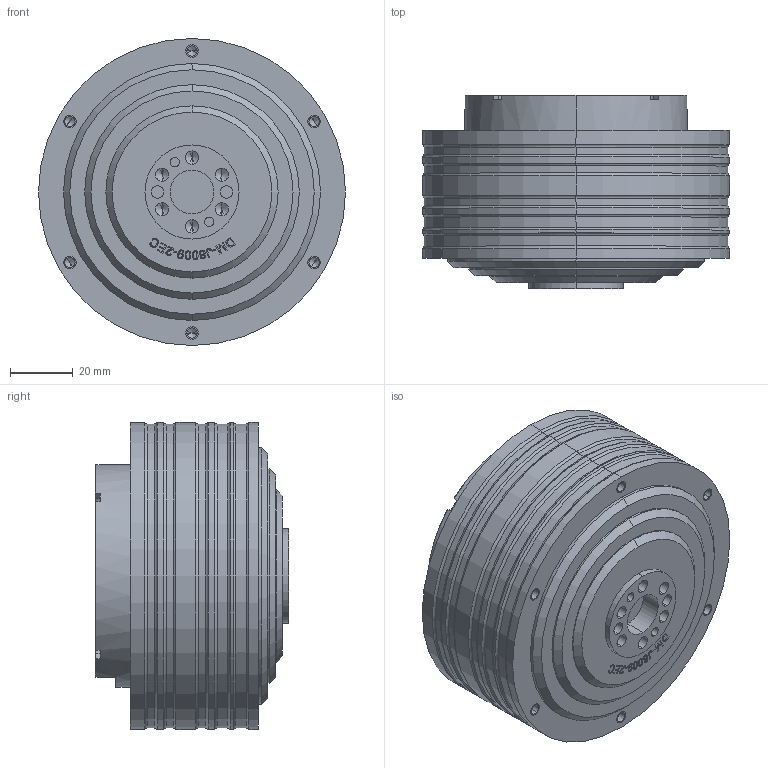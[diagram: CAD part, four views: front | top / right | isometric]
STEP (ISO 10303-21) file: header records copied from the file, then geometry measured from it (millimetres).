
FILE_DESCRIPTION((''),'2;1');
FILE_NAME('DM8009-20240201','2024-08-22T16:54:40',('005'),(''),'CREO PARAMETRIC BY PTC INC, 2020053','CREO PARAMETRIC BY PTC INC, 2020053','');
FILE_SCHEMA(('CONFIG_CONTROL_DESIGN'));
Length unit declared in the file: millimetre
Products named in the file (4): DM_8116_0001; DM_8116_0002; DM80-V3_0-240723; DM8009-20240201
Assembly tree (3 placements, depth 2):
  DM8009-20240201
    DM_8116_0001
    DM_8116_0002
    DM80-V3_0-240723
Bounding box: 98 x 61.7 x 98 mm (x, y, z)
Volume: 348346 mm3; surface area: 53112.6 mm2
Topology: 3 solids, 15 shells, 1803 faces, 4581 edges, 2917 vertices
Faces by surface type: plane 942, cylinder 375, extrusion 229, cone 225, torus 24, bspline 8
Entity records: 57615 total; most frequent: CARTESIAN_POINT 14705, ORIENTED_EDGE 9042, DIRECTION 8246, EDGE_CURVE 4545, VECTOR 2944, VERTEX_POINT 2917, LINE 2715, AXIS2_PLACEMENT_3D 2651
